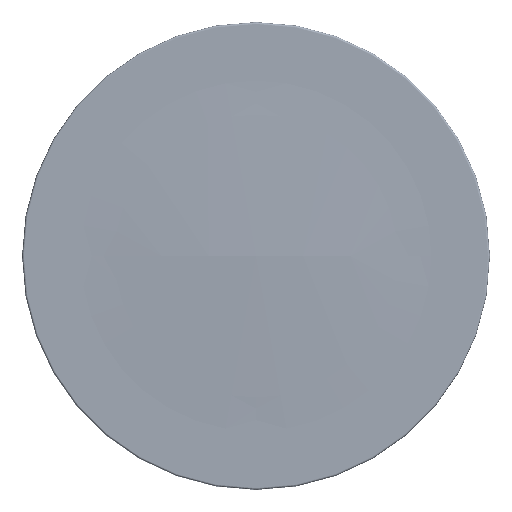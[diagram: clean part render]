
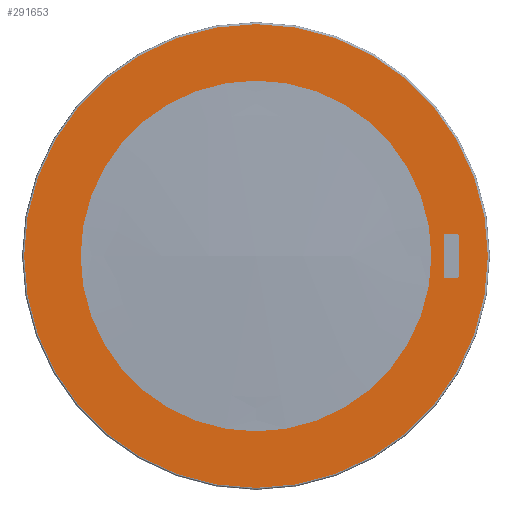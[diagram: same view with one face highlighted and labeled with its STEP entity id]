
A CAD part, front view. The second image highlights one B-rep face of the part: STEP entity #291653.
In plain terms, the highlighted planar face has unit normal (0, -1, 0).
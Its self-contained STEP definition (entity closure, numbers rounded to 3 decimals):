
#6445 = AXIS2_PLACEMENT_3D ( 'NONE', #346061, #142448, #7000 ) ;
#7000 = DIRECTION ( 'NONE',  ( -1., 0., 0. ) ) ;
#17931 = VERTEX_POINT ( 'NONE', #236936 ) ;
#18576 = VERTEX_POINT ( 'NONE', #81857 ) ;
#21503 = CARTESIAN_POINT ( 'NONE',  ( 120.2, 4.502, 25.798 ) ) ;
#28786 = DIRECTION ( 'NONE',  ( 0., -1., 0. ) ) ;
#42338 = CIRCLE ( 'NONE', #220981, 1. ) ;
#44776 = VERTEX_POINT ( 'NONE', #230876 ) ;
#48703 = CARTESIAN_POINT ( 'NONE',  ( 128.6, 4.502, -0.202 ) ) ;
#49078 = VECTOR ( 'NONE', #232411, 1000. ) ;
#54346 = CARTESIAN_POINT ( 'NONE',  ( -111.375, 4.502, 12.798 ) ) ;
#54390 = DIRECTION ( 'NONE',  ( -1., 0., 0. ) ) ;
#55874 = DIRECTION ( 'NONE',  ( 0., -1., 0. ) ) ;
#56586 = EDGE_CURVE ( 'NONE', #199043, #172164, #178614, .T. ) ;
#71029 = CARTESIAN_POINT ( 'NONE',  ( 119.2, 4.502, 25.798 ) ) ;
#72019 = EDGE_CURVE ( 'NONE', #140920, #417898, #306873, .T. ) ;
#72487 = ORIENTED_EDGE ( 'NONE', *, *, #72019, .F. ) ;
#74283 = DIRECTION ( 'NONE',  ( 0., -1., 0. ) ) ;
#75283 = AXIS2_PLACEMENT_3D ( 'NONE', #341644, #212528, #145948 ) ;
#79417 = CIRCLE ( 'NONE', #408780, 1. ) ;
#81857 = CARTESIAN_POINT ( 'NONE',  ( 119.2, 4.502, 25.798 ) ) ;
#97783 = EDGE_CURVE ( 'NONE', #44776, #17931, #171377, .T. ) ;
#103026 = AXIS2_PLACEMENT_3D ( 'NONE', #368882, #112848, #338730 ) ;
#109275 = CARTESIAN_POINT ( 'NONE',  ( 127.6, 4.502, -0.202 ) ) ;
#110831 = DIRECTION ( 'NONE',  ( -1., 0., 0. ) ) ;
#112673 = EDGE_CURVE ( 'NONE', #18576, #413617, #357257, .T. ) ;
#112848 = DIRECTION ( 'NONE',  ( 0., -1., 0. ) ) ;
#112942 = CARTESIAN_POINT ( 'NONE',  ( 0., 4.502, 12.798 ) ) ;
#114696 = PLANE ( 'NONE',  #302890 ) ;
#115602 = CARTESIAN_POINT ( 'NONE',  ( 120.2, 4.502, -1.202 ) ) ;
#117051 = ORIENTED_EDGE ( 'NONE', *, *, #97783, .F. ) ;
#121657 = DIRECTION ( 'NONE',  ( 0., -1., 0. ) ) ;
#123545 = CARTESIAN_POINT ( 'NONE',  ( 0., 4.502, 12.798 ) ) ;
#130872 = CARTESIAN_POINT ( 'NONE',  ( 111.375, 4.502, 12.798 ) ) ;
#133120 = ORIENTED_EDGE ( 'NONE', *, *, #412952, .F. ) ;
#140920 = VERTEX_POINT ( 'NONE', #222114 ) ;
#141080 = LINE ( 'NONE', #304510, #248409 ) ;
#142448 = DIRECTION ( 'NONE',  ( 0., -1., 0. ) ) ;
#142981 = EDGE_CURVE ( 'NONE', #417898, #302691, #79417, .T. ) ;
#145948 = DIRECTION ( 'NONE',  ( 1., 0., -0.004 ) ) ;
#151029 = AXIS2_PLACEMENT_3D ( 'NONE', #123545, #28786, #321354 ) ;
#153355 = CARTESIAN_POINT ( 'NONE',  ( 0., 4.502, 12.798 ) ) ;
#160696 = EDGE_LOOP ( 'NONE', ( #330812, #399154 ) ) ;
#168592 = VERTEX_POINT ( 'NONE', #283621 ) ;
#169556 = DIRECTION ( 'NONE',  ( 0., -1., 0. ) ) ;
#171377 = CIRCLE ( 'NONE', #75283, 147.253 ) ;
#172164 = VERTEX_POINT ( 'NONE', #130872 ) ;
#175373 = DIRECTION ( 'NONE',  ( -1., 0., 0. ) ) ;
#177098 = EDGE_LOOP ( 'NONE', ( #117051, #250643 ) ) ;
#178614 = CIRCLE ( 'NONE', #295319, 111.375 ) ;
#185281 = CIRCLE ( 'NONE', #103026, 147.253 ) ;
#188233 = CARTESIAN_POINT ( 'NONE',  ( 127.6, 4.502, 25.798 ) ) ;
#191778 = CIRCLE ( 'NONE', #6445, 1. ) ;
#199043 = VERTEX_POINT ( 'NONE', #54346 ) ;
#205411 = CARTESIAN_POINT ( 'NONE',  ( 127.6, 4.502, 26.798 ) ) ;
#212528 = DIRECTION ( 'NONE',  ( 0., 1., 0. ) ) ;
#220981 = AXIS2_PLACEMENT_3D ( 'NONE', #109275, #169556, #268486 ) ;
#221803 = EDGE_CURVE ( 'NONE', #168592, #18576, #394584, .T. ) ;
#222114 = CARTESIAN_POINT ( 'NONE',  ( 128.6, 4.502, -0.202 ) ) ;
#225351 = ORIENTED_EDGE ( 'NONE', *, *, #221803, .F. ) ;
#228733 = ORIENTED_EDGE ( 'NONE', *, *, #142981, .F. ) ;
#230876 = CARTESIAN_POINT ( 'NONE',  ( 147.253, 4.502, 12.798 ) ) ;
#231669 = VECTOR ( 'NONE', #242572, 1000. ) ;
#232411 = DIRECTION ( 'NONE',  ( 0., 0., -1. ) ) ;
#236936 = CARTESIAN_POINT ( 'NONE',  ( -147.253, 4.502, 12.798 ) ) ;
#240669 = ORIENTED_EDGE ( 'NONE', *, *, #242625, .F. ) ;
#240833 = VERTEX_POINT ( 'NONE', #369929 ) ;
#242572 = DIRECTION ( 'NONE',  ( 1., 0., 0. ) ) ;
#242625 = EDGE_CURVE ( 'NONE', #254441, #240833, #343644, .T. ) ;
#245873 = DIRECTION ( 'NONE',  ( 0., -1., 0. ) ) ;
#248409 = VECTOR ( 'NONE', #175373, 1000. ) ;
#250643 = ORIENTED_EDGE ( 'NONE', *, *, #302656, .T. ) ;
#251785 = EDGE_CURVE ( 'NONE', #413617, #254441, #191778, .T. ) ;
#252564 = CARTESIAN_POINT ( 'NONE',  ( 120.2, 4.502, -1.202 ) ) ;
#254441 = VERTEX_POINT ( 'NONE', #252564 ) ;
#255853 = DIRECTION ( 'NONE',  ( 0., 0., 1. ) ) ;
#268486 = DIRECTION ( 'NONE',  ( 0., 0., -1. ) ) ;
#281054 = EDGE_LOOP ( 'NONE', ( #228733, #72487, #328678, #240669, #308380, #355846, #225351, #133120 ) ) ;
#283621 = CARTESIAN_POINT ( 'NONE',  ( 120.2, 4.502, 26.798 ) ) ;
#284470 = FACE_BOUND ( 'NONE', #281054, .T. ) ;
#291653 = ADVANCED_FACE ( 'NONE', ( #284470, #409218, #314624 ), #114696, .T. ) ;
#295319 = AXIS2_PLACEMENT_3D ( 'NONE', #112942, #74283, #110831 ) ;
#297279 = DIRECTION ( 'NONE',  ( 1., 0., 0. ) ) ;
#302656 = EDGE_CURVE ( 'NONE', #44776, #17931, #185281, .T. ) ;
#302691 = VERTEX_POINT ( 'NONE', #205411 ) ;
#302890 = AXIS2_PLACEMENT_3D ( 'NONE', #153355, #245873, #54390 ) ;
#304510 = CARTESIAN_POINT ( 'NONE',  ( 127.6, 4.502, 26.798 ) ) ;
#306873 = LINE ( 'NONE', #48703, #318861 ) ;
#308380 = ORIENTED_EDGE ( 'NONE', *, *, #251785, .F. ) ;
#308999 = DIRECTION ( 'NONE',  ( 0., 0., 1. ) ) ;
#314624 = FACE_OUTER_BOUND ( 'NONE', #177098, .T. ) ;
#318861 = VECTOR ( 'NONE', #308999, 1000. ) ;
#321354 = DIRECTION ( 'NONE',  ( 1., 0., 0. ) ) ;
#328678 = ORIENTED_EDGE ( 'NONE', *, *, #412647, .F. ) ;
#330812 = ORIENTED_EDGE ( 'NONE', *, *, #56586, .F. ) ;
#331835 = CARTESIAN_POINT ( 'NONE',  ( 128.6, 4.502, 25.798 ) ) ;
#336421 = CIRCLE ( 'NONE', #151029, 111.375 ) ;
#338730 = DIRECTION ( 'NONE',  ( -1., 0., 0.004 ) ) ;
#341644 = CARTESIAN_POINT ( 'NONE',  ( 0., 4.502, 12.798 ) ) ;
#343644 = LINE ( 'NONE', #115602, #231669 ) ;
#346061 = CARTESIAN_POINT ( 'NONE',  ( 120.2, 4.502, -0.202 ) ) ;
#351619 = CARTESIAN_POINT ( 'NONE',  ( 119.2, 4.502, -0.202 ) ) ;
#355846 = ORIENTED_EDGE ( 'NONE', *, *, #112673, .F. ) ;
#357257 = LINE ( 'NONE', #71029, #49078 ) ;
#368882 = CARTESIAN_POINT ( 'NONE',  ( 0., 4.502, 12.798 ) ) ;
#369929 = CARTESIAN_POINT ( 'NONE',  ( 127.6, 4.502, -1.202 ) ) ;
#394584 = CIRCLE ( 'NONE', #394892, 1. ) ;
#394892 = AXIS2_PLACEMENT_3D ( 'NONE', #21503, #55874, #255853 ) ;
#399154 = ORIENTED_EDGE ( 'NONE', *, *, #400691, .F. ) ;
#400691 = EDGE_CURVE ( 'NONE', #172164, #199043, #336421, .T. ) ;
#408780 = AXIS2_PLACEMENT_3D ( 'NONE', #188233, #121657, #297279 ) ;
#409218 = FACE_BOUND ( 'NONE', #160696, .T. ) ;
#412647 = EDGE_CURVE ( 'NONE', #240833, #140920, #42338, .T. ) ;
#412952 = EDGE_CURVE ( 'NONE', #302691, #168592, #141080, .T. ) ;
#413617 = VERTEX_POINT ( 'NONE', #351619 ) ;
#417898 = VERTEX_POINT ( 'NONE', #331835 ) ;
